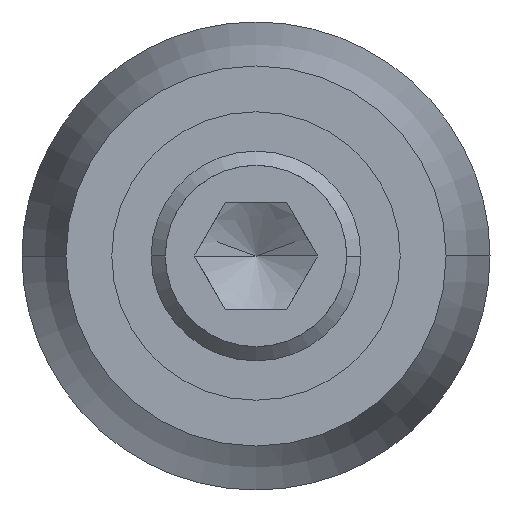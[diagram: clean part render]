
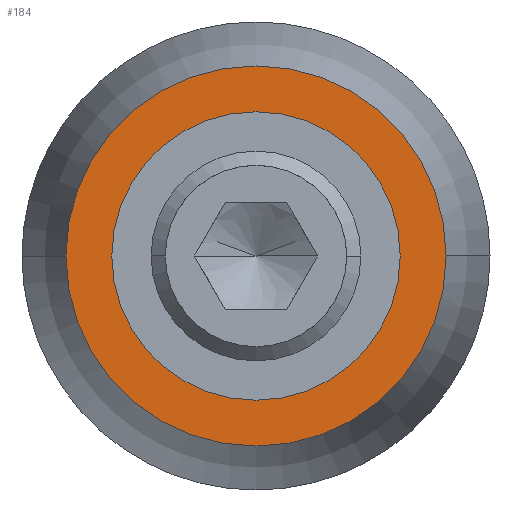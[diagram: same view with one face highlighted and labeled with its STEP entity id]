
A CAD part, left-side view. The second image highlights one B-rep face of the part: STEP entity #184.
In plain terms, the highlighted planar face has unit normal (-1, 0, 0).
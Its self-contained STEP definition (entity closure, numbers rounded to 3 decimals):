
#156=EDGE_CURVE('',#236,#302,#432,.T.);
#170=EDGE_CURVE('',#274,#312,#449,.T.);
#184=ADVANCED_FACE('',(#463,#464),#465,.T.);
#220=EDGE_CURVE('',#302,#236,#508,.T.);
#236=VERTEX_POINT('',#525);
#264=EDGE_CURVE('',#312,#274,#555,.T.);
#274=VERTEX_POINT('',#566);
#302=VERTEX_POINT('',#595);
#312=VERTEX_POINT('',#606);
#432=CIRCLE('',#741,14.5);
#449=CIRCLE('',#761,11.);
#463=FACE_OUTER_BOUND('',#779,.T.);
#464=FACE_BOUND('',#780,.T.);
#465=PLANE('',#781);
#508=CIRCLE('',#846,14.5);
#525=CARTESIAN_POINT('',(11.0,-14.5,0.));
#555=CIRCLE('',#920,11.);
#566=CARTESIAN_POINT('',(11.0,-11.,0.));
#595=CARTESIAN_POINT('',(11.0,14.5,0.));
#606=CARTESIAN_POINT('',(11.0,11.0,0.));
#741=AXIS2_PLACEMENT_3D('',#1159,#1160,#1161);
#761=AXIS2_PLACEMENT_3D('',#1191,#1192,#1193);
#779=EDGE_LOOP('',(#1207,#1208));
#780=EDGE_LOOP('',(#1209,#1210));
#781=AXIS2_PLACEMENT_3D('',#1211,#1212,#1213);
#846=AXIS2_PLACEMENT_3D('',#1276,#1277,#1278);
#920=AXIS2_PLACEMENT_3D('',#1321,#1322,#1323);
#1159=CARTESIAN_POINT('',(11.0,0.,0.));
#1160=DIRECTION('',(1.0,0.0,-0.0));
#1161=DIRECTION('',(0.0,1.0,0.));
#1191=CARTESIAN_POINT('',(11.0,0.,0.));
#1192=DIRECTION('',(1.0,0.0,-0.0));
#1193=DIRECTION('',(0.0,1.0,0.));
#1207=ORIENTED_EDGE('',*,*,#220,.F.);
#1208=ORIENTED_EDGE('',*,*,#156,.F.);
#1209=ORIENTED_EDGE('',*,*,#264,.T.);
#1210=ORIENTED_EDGE('',*,*,#170,.T.);
#1211=CARTESIAN_POINT('',(11.0,12.75,0.));
#1212=DIRECTION('',(-1.0,0.0,0.0));
#1213=DIRECTION('',(0.0,-1.0,0.));
#1276=CARTESIAN_POINT('',(11.0,0.,0.));
#1277=DIRECTION('',(1.0,0.0,-0.0));
#1278=DIRECTION('',(0.0,1.0,0.));
#1321=CARTESIAN_POINT('',(11.0,0.,0.));
#1322=DIRECTION('',(1.0,0.0,-0.0));
#1323=DIRECTION('',(0.0,1.0,0.));
